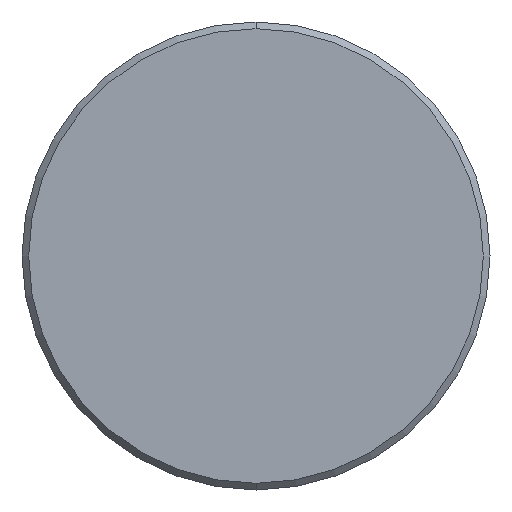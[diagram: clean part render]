
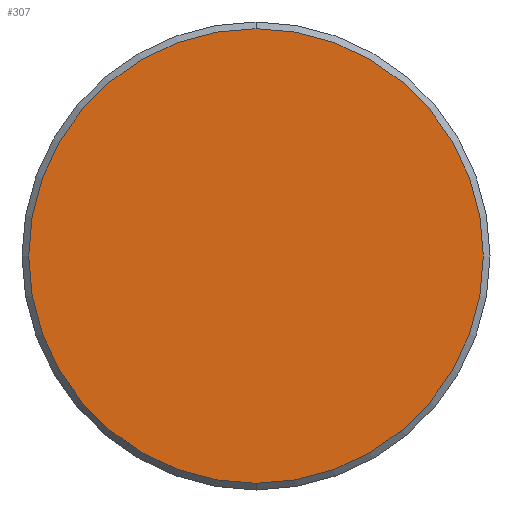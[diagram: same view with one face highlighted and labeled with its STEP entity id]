
A CAD part, front view. The second image highlights one B-rep face of the part: STEP entity #307.
In plain terms, the highlighted planar face has unit normal (0, -1, 0).
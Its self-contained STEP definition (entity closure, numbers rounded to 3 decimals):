
#41 = VERTEX_POINT ( 'NONE', #250 ) ;
#43 = DIRECTION ( 'NONE',  ( 0., 1., 0. ) ) ;
#52 = AXIS2_PLACEMENT_3D ( 'NONE', #285, #43, #358 ) ;
#69 = CIRCLE ( 'NONE', #377, 34. ) ;
#137 = CARTESIAN_POINT ( 'NONE',  ( 0., -100., 34. ) ) ;
#139 = EDGE_CURVE ( 'NONE', #41, #151, #428, .T. ) ;
#151 = VERTEX_POINT ( 'NONE', #137 ) ;
#152 = PLANE ( 'NONE',  #52 ) ;
#185 = EDGE_LOOP ( 'NONE', ( #315, #366 ) ) ;
#227 = DIRECTION ( 'NONE',  ( 0., 0., 1. ) ) ;
#242 = CARTESIAN_POINT ( 'NONE',  ( 0., -100., 0. ) ) ;
#250 = CARTESIAN_POINT ( 'NONE',  ( 0., -100., -34. ) ) ;
#260 = DIRECTION ( 'NONE',  ( 0., -1., 0. ) ) ;
#272 = AXIS2_PLACEMENT_3D ( 'NONE', #242, #378, #332 ) ;
#285 = CARTESIAN_POINT ( 'NONE',  ( 0., -100., 0. ) ) ;
#307 = ADVANCED_FACE ( 'NONE', ( #317 ), #152, .F. ) ;
#315 = ORIENTED_EDGE ( 'NONE', *, *, #367, .T. ) ;
#317 = FACE_OUTER_BOUND ( 'NONE', #185, .T. ) ;
#332 = DIRECTION ( 'NONE',  ( 0., 0., 1. ) ) ;
#358 = DIRECTION ( 'NONE',  ( 0., 0., 1. ) ) ;
#366 = ORIENTED_EDGE ( 'NONE', *, *, #139, .T. ) ;
#367 = EDGE_CURVE ( 'NONE', #151, #41, #69, .T. ) ;
#377 = AXIS2_PLACEMENT_3D ( 'NONE', #432, #260, #227 ) ;
#378 = DIRECTION ( 'NONE',  ( 0., -1., 0. ) ) ;
#428 = CIRCLE ( 'NONE', #272, 34. ) ;
#432 = CARTESIAN_POINT ( 'NONE',  ( 0., -100., 0. ) ) ;
